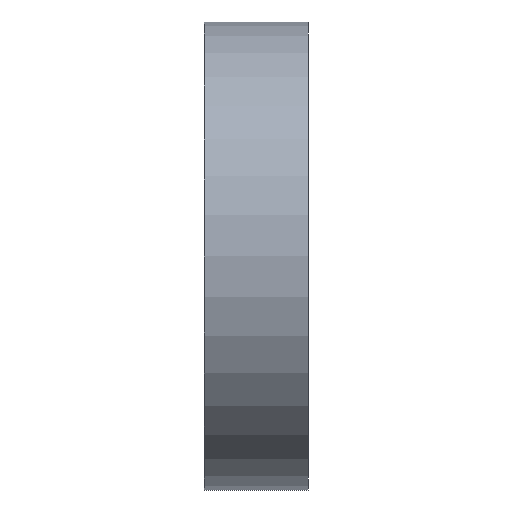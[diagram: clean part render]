
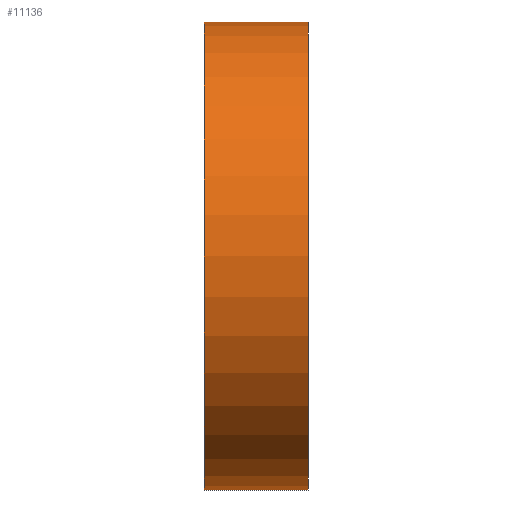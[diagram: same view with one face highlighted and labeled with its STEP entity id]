
A CAD part, left-side view. The second image highlights one B-rep face of the part: STEP entity #11136.
In plain terms, the highlighted cylindrical face has radius 28.575 mm (diameter 57.15 mm), a full revolution.
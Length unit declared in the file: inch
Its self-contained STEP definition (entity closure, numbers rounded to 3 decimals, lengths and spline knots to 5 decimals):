
#464=LINE('',#38207,#678);
#678=VECTOR('',#14914,1.125);
#848=CYLINDRICAL_SURFACE('',#12338,1.125);
#1626=FACE_OUTER_BOUND('',#2353,.T.);
#2353=EDGE_LOOP('',(#10101,#10102,#10103,#10104));
#3156=CIRCLE('',#12339,1.125);
#3157=CIRCLE('',#12340,1.125);
#4896=VERTEX_POINT('',#38204);
#4897=VERTEX_POINT('',#38206);
#6632=EDGE_CURVE('',#4896,#4896,#3156,.T.);
#6633=EDGE_CURVE('',#4896,#4897,#464,.T.);
#6634=EDGE_CURVE('',#4897,#4897,#3157,.T.);
#10101=ORIENTED_EDGE('',*,*,#6632,.T.);
#10102=ORIENTED_EDGE('',*,*,#6633,.T.);
#10103=ORIENTED_EDGE('',*,*,#6634,.T.);
#10104=ORIENTED_EDGE('',*,*,#6633,.F.);
#11136=ADVANCED_FACE('',(#1626),#848,.T.);
#12338=AXIS2_PLACEMENT_3D('',#38203,#14910,#14911);
#12339=AXIS2_PLACEMENT_3D('',#38205,#14912,#14913);
#12340=AXIS2_PLACEMENT_3D('',#38208,#14915,#14916);
#14910=DIRECTION('center_axis',(0.,1.,0.));
#14911=DIRECTION('ref_axis',(-1.,0.,0.));
#14912=DIRECTION('center_axis',(0.,-1.,0.));
#14913=DIRECTION('ref_axis',(-1.,0.,0.));
#14914=DIRECTION('',(0.,-1.,0.));
#14915=DIRECTION('center_axis',(0.,1.,0.));
#14916=DIRECTION('ref_axis',(-1.,0.,0.));
#38203=CARTESIAN_POINT('Origin',(0.,0.,0.));
#38204=CARTESIAN_POINT('',(1.125,0.5,0.));
#38205=CARTESIAN_POINT('Origin',(0.,0.5,0.));
#38206=CARTESIAN_POINT('',(1.125,0.,0.));
#38207=CARTESIAN_POINT('',(1.125,0.,0.));
#38208=CARTESIAN_POINT('Origin',(0.,0.,0.));
